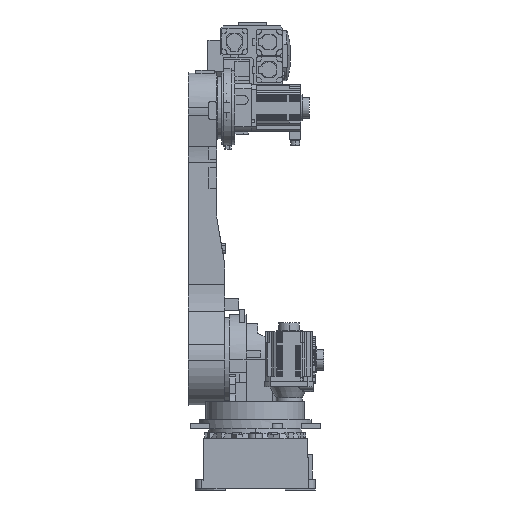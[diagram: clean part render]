
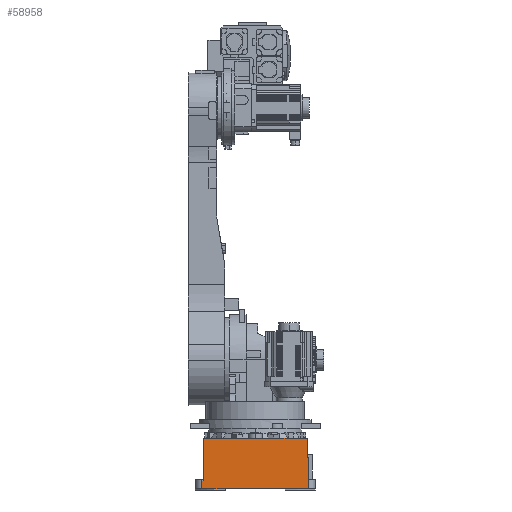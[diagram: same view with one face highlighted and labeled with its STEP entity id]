
A CAD part, left-side view. The second image highlights one B-rep face of the part: STEP entity #58958.
In plain terms, the highlighted planar face has unit normal (-1, 0, 0).
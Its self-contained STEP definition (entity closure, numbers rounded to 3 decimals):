
#867 = LINE ( 'NONE', #42979, #19558 ) ;
#977 = VERTEX_POINT ( 'NONE', #51870 ) ;
#1714 = VECTOR ( 'NONE', #13235, 1000. ) ;
#2843 = DIRECTION ( 'NONE',  ( 0., -1., 0. ) ) ;
#2969 = LINE ( 'NONE', #60224, #5636 ) ;
#3228 = CARTESIAN_POINT ( 'NONE',  ( -415., -19.275, -205. ) ) ;
#3340 = DIRECTION ( 'NONE',  ( 0., -1., 0. ) ) ;
#3428 = CARTESIAN_POINT ( 'NONE',  ( -415., -19.275, -200. ) ) ;
#3689 = DIRECTION ( 'NONE',  ( 0., -1., 0. ) ) ;
#4635 = CARTESIAN_POINT ( 'NONE',  ( -415., -23.33, 205. ) ) ;
#5636 = VECTOR ( 'NONE', #60437, 1000. ) ;
#6445 = CARTESIAN_POINT ( 'NONE',  ( -415., 5., 205. ) ) ;
#6848 = DIRECTION ( 'NONE',  ( 0., 0., -1. ) ) ;
#7767 = VERTEX_POINT ( 'NONE', #25233 ) ;
#8726 = CARTESIAN_POINT ( 'NONE',  ( -415., 200., -250.346 ) ) ;
#10031 = ORIENTED_EDGE ( 'NONE', *, *, #25453, .T. ) ;
#11366 = VECTOR ( 'NONE', #16594, 1000. ) ;
#11711 = VERTEX_POINT ( 'NONE', #56363 ) ;
#12625 = CARTESIAN_POINT ( 'NONE',  ( -415., -19.275, 200. ) ) ;
#13235 = DIRECTION ( 'NONE',  ( 0., 1., 0. ) ) ;
#16594 = DIRECTION ( 'NONE',  ( 0., 0., -1. ) ) ;
#16626 = VECTOR ( 'NONE', #3689, 1000. ) ;
#16654 = CARTESIAN_POINT ( 'NONE',  ( -415., 35., -250.346 ) ) ;
#16839 = EDGE_CURVE ( 'NONE', #33178, #70395, #31528, .T. ) ;
#18094 = EDGE_CURVE ( 'NONE', #19830, #977, #19099, .T. ) ;
#18868 = EDGE_CURVE ( 'NONE', #977, #42241, #2969, .T. ) ;
#19099 = LINE ( 'NONE', #3228, #16626 ) ;
#19270 = EDGE_CURVE ( 'NONE', #7767, #42241, #42954, .T. ) ;
#19558 = VECTOR ( 'NONE', #42822, 1000. ) ;
#19747 = VECTOR ( 'NONE', #6848, 1000. ) ;
#19830 = VERTEX_POINT ( 'NONE', #28696 ) ;
#22682 = LINE ( 'NONE', #8726, #19747 ) ;
#23703 = FACE_OUTER_BOUND ( 'NONE', #25631, .T. ) ;
#24505 = EDGE_CURVE ( 'NONE', #70395, #19830, #53513, .T. ) ;
#24589 = EDGE_CURVE ( 'NONE', #11711, #58963, #61080, .T. ) ;
#25233 = CARTESIAN_POINT ( 'NONE',  ( -415., 125., 205. ) ) ;
#25453 = EDGE_CURVE ( 'NONE', #7767, #11711, #867, .T. ) ;
#25631 = EDGE_LOOP ( 'NONE', ( #37993, #59217, #31335, #29677, #10031, #39856, #50144, #39419 ) ) ;
#26228 = DIRECTION ( 'NONE',  ( 0., 0., 1. ) ) ;
#28696 = CARTESIAN_POINT ( 'NONE',  ( -415., 35., -205. ) ) ;
#29677 = ORIENTED_EDGE ( 'NONE', *, *, #19270, .F. ) ;
#30848 = CARTESIAN_POINT ( 'NONE',  ( -415., 200., -200. ) ) ;
#31335 = ORIENTED_EDGE ( 'NONE', *, *, #18868, .T. ) ;
#31528 = LINE ( 'NONE', #3428, #57006 ) ;
#33178 = VERTEX_POINT ( 'NONE', #30848 ) ;
#37993 = ORIENTED_EDGE ( 'NONE', *, *, #24505, .T. ) ;
#39419 = ORIENTED_EDGE ( 'NONE', *, *, #16839, .T. ) ;
#39856 = ORIENTED_EDGE ( 'NONE', *, *, #24589, .T. ) ;
#40582 = VECTOR ( 'NONE', #2843, 1000. ) ;
#42192 = PLANE ( 'NONE',  #52923 ) ;
#42241 = VERTEX_POINT ( 'NONE', #6445 ) ;
#42822 = DIRECTION ( 'NONE',  ( 0., 0., -1. ) ) ;
#42954 = LINE ( 'NONE', #4635, #40582 ) ;
#42979 = CARTESIAN_POINT ( 'NONE',  ( -415., 125., -250.346 ) ) ;
#47836 = CARTESIAN_POINT ( 'NONE',  ( -415., -19.275, -250.346 ) ) ;
#48864 = EDGE_CURVE ( 'NONE', #58963, #33178, #22682, .T. ) ;
#49125 = CARTESIAN_POINT ( 'NONE',  ( -415., 35., -200. ) ) ;
#50144 = ORIENTED_EDGE ( 'NONE', *, *, #48864, .T. ) ;
#51870 = CARTESIAN_POINT ( 'NONE',  ( -415., 5., -205. ) ) ;
#52923 = AXIS2_PLACEMENT_3D ( 'NONE', #47836, #58710, #26228 ) ;
#53513 = LINE ( 'NONE', #16654, #11366 ) ;
#56363 = CARTESIAN_POINT ( 'NONE',  ( -415., 125., 200. ) ) ;
#57006 = VECTOR ( 'NONE', #3340, 1000. ) ;
#58710 = DIRECTION ( 'NONE',  ( -1., 0., 0. ) ) ;
#58958 = ADVANCED_FACE ( 'NONE', ( #23703 ), #42192, .T. ) ;
#58963 = VERTEX_POINT ( 'NONE', #69524 ) ;
#59217 = ORIENTED_EDGE ( 'NONE', *, *, #18094, .T. ) ;
#60224 = CARTESIAN_POINT ( 'NONE',  ( -415., 5., 0. ) ) ;
#60437 = DIRECTION ( 'NONE',  ( 0., 0., 1. ) ) ;
#61080 = LINE ( 'NONE', #12625, #1714 ) ;
#69524 = CARTESIAN_POINT ( 'NONE',  ( -415., 200., 200. ) ) ;
#70395 = VERTEX_POINT ( 'NONE', #49125 ) ;
